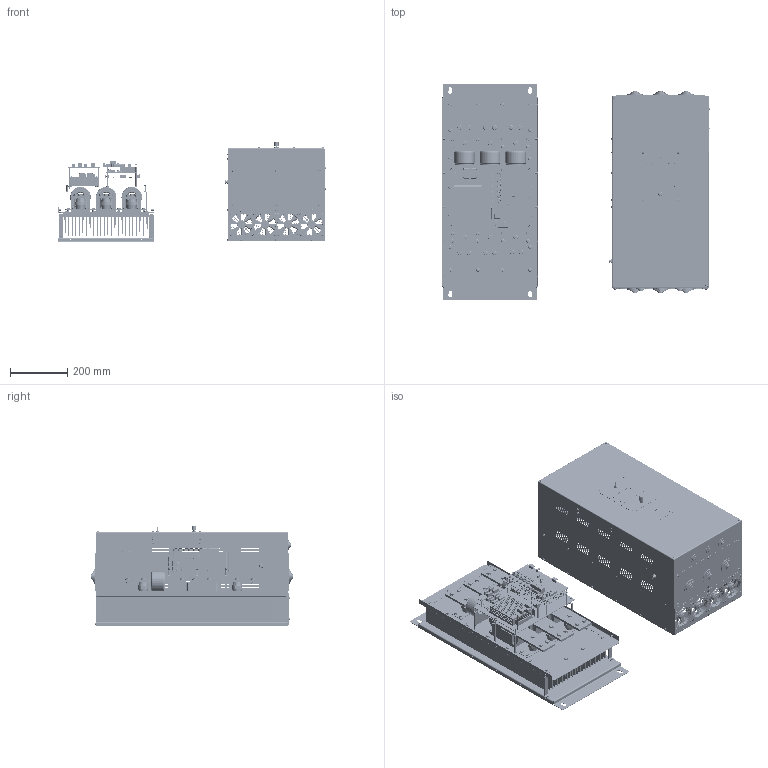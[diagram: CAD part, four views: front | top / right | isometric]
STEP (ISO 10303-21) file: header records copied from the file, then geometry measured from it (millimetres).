
FILE_DESCRIPTION(('STEP AP242'), '1');
FILE_NAME('Default file header', '2025-03-18T09:10:13', ('Default author'), ('Default organization'), 'C3D Converter', 'C3D Toolkit', 'Default authization');
FILE_SCHEMA(('AP242_MANAGED_MODEL_BASED_3D_ENGINEERING_MIM_LF { 1 0 10303 442 1 1 4 }'));
Length unit declared in the file: millimetre
Assembly tree (682 placements, depth 4):
  (unnamed)
    (unnamed)  x6
      (unnamed)
      (unnamed)
      (unnamed)
    (unnamed)
      (unnamed)
    (unnamed)
      (unnamed)
    (unnamed)
      (unnamed)
    (unnamed)
      (unnamed)
    (unnamed)
      (unnamed)
    (unnamed)
      (unnamed)
    (unnamed)
      (unnamed)
      (unnamed)
      (unnamed)
    (unnamed)  x3
      (unnamed)
      (unnamed)
      (unnamed)
    (unnamed)
      (unnamed)  x2
        (unnamed)
        (unnamed)
        (unnamed)
        (unnamed)
        (unnamed)
        (unnamed)
        (unnamed)
        (unnamed)
        (unnamed)
        (unnamed)
        (unnamed)
        (unnamed)
        (unnamed)
        (unnamed)
        (unnamed)
      (unnamed)
        (unnamed)
        (unnamed)
        (unnamed)
        (unnamed)
        (unnamed)
        (unnamed)
        (unnamed)
      (unnamed)
      (unnamed)
      (unnamed)
      (unnamed)
      (unnamed)
      (unnamed)
      (unnamed)
      (unnamed)
      (unnamed)
      (unnamed)
Bounding box: 938.45 x 761 x 353.5 mm (x, y, z)
Volume: 11193738.5 mm3; surface area: 6313032.8 mm2
Topology: 698 solids, 698 shells, 8870 faces, 20771 edges, 13802 vertices
Faces by surface type: plane 5439, cylinder 2363, cone 682, torus 275, sphere 79, bspline 32
Full cylindrical faces by diameter (mm): 1 x55, 1.5 x4, 1.857 x10, 2 x50, 2.3 x1, 2.459 x4, 2.5 x70, 2.6 x18, 2.7 x1, 3 x128, 3.2 x22, 3.235 x3, 3.242 x28, 3.3 x4, 3.5 x26, 3.685 x3, 4 x173, 4.2 x2, 4.3 x8, 4.5 x66, 5 x224, 5.2 x20, 5.5 x83, 5.9 x27, 6 x100, 6.4 x49, 6.5 x47, 7 x22, 7.5 x13, 8 x118
Entity records: 367503 total; most frequent: CARTESIAN_POINT 102819, DIRECTION 40293, ORIENTED_EDGE 34228, EDGE_CURVE 17114, AXIS2_PLACEMENT_3D 15926, EDGE_LOOP 13507, VERTEX_POINT 13103, FACE_BOUND 9538
